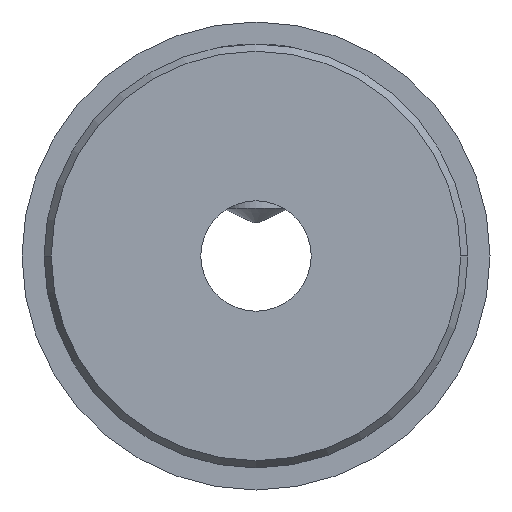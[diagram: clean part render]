
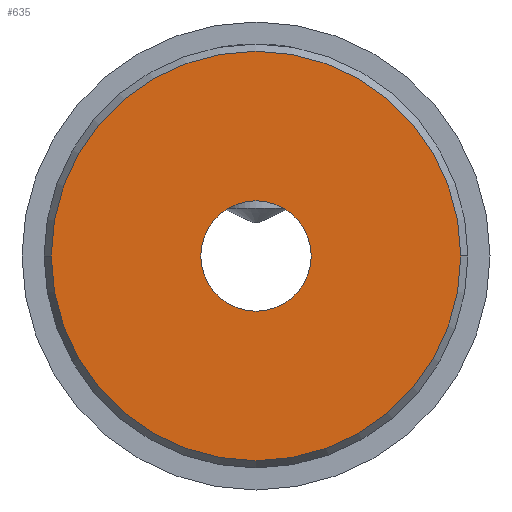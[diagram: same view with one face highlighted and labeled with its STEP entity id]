
A CAD part, front view. The second image highlights one B-rep face of the part: STEP entity #635.
In plain terms, the highlighted planar face has unit normal (0, -1, 0).
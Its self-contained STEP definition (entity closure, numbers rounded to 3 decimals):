
#64 = DIRECTION ( 'NONE',  ( -1., 0., 0. ) ) ;
#76 = AXIS2_PLACEMENT_3D ( 'NONE', #1039, #619, #64 ) ;
#81 = CARTESIAN_POINT ( 'NONE',  ( -18.55, 0., 0. ) ) ;
#87 = DIRECTION ( 'NONE',  ( 0., -1., 0. ) ) ;
#91 = FACE_BOUND ( 'NONE', #424, .T. ) ;
#120 = AXIS2_PLACEMENT_3D ( 'NONE', #682, #910, #125 ) ;
#125 = DIRECTION ( 'NONE',  ( -1., 0., 0. ) ) ;
#171 = DIRECTION ( 'NONE',  ( 0., 1., 0. ) ) ;
#185 = CIRCLE ( 'NONE', #120, 18.55 ) ;
#202 = ORIENTED_EDGE ( 'NONE', *, *, #760, .F. ) ;
#232 = CIRCLE ( 'NONE', #821, 5. ) ;
#239 = FACE_OUTER_BOUND ( 'NONE', #702, .T. ) ;
#242 = CARTESIAN_POINT ( 'NONE',  ( -5., 0., 0. ) ) ;
#275 = AXIS2_PLACEMENT_3D ( 'NONE', #81, #87, #810 ) ;
#290 = ORIENTED_EDGE ( 'NONE', *, *, #809, .T. ) ;
#309 = AXIS2_PLACEMENT_3D ( 'NONE', #662, #171, #904 ) ;
#334 = ORIENTED_EDGE ( 'NONE', *, *, #552, .T. ) ;
#341 = VERTEX_POINT ( 'NONE', #347 ) ;
#347 = CARTESIAN_POINT ( 'NONE',  ( 5., 0., 0. ) ) ;
#371 = VERTEX_POINT ( 'NONE', #574 ) ;
#380 = EDGE_CURVE ( 'NONE', #516, #371, #763, .T. ) ;
#424 = EDGE_LOOP ( 'NONE', ( #290, #334 ) ) ;
#439 = DIRECTION ( 'NONE',  ( -1., 0., 0. ) ) ;
#460 = CARTESIAN_POINT ( 'NONE',  ( -18.55, 0., 0. ) ) ;
#471 = CIRCLE ( 'NONE', #76, 5. ) ;
#516 = VERTEX_POINT ( 'NONE', #460 ) ;
#552 = EDGE_CURVE ( 'NONE', #341, #680, #471, .T. ) ;
#562 = PLANE ( 'NONE',  #275 ) ;
#574 = CARTESIAN_POINT ( 'NONE',  ( 18.55, 0., 0. ) ) ;
#619 = DIRECTION ( 'NONE',  ( 0., 1., 0. ) ) ;
#635 = ADVANCED_FACE ( 'NONE', ( #91, #239 ), #562, .T. ) ;
#662 = CARTESIAN_POINT ( 'NONE',  ( 0., 0., 0. ) ) ;
#669 = DIRECTION ( 'NONE',  ( 0., 1., 0. ) ) ;
#680 = VERTEX_POINT ( 'NONE', #242 ) ;
#682 = CARTESIAN_POINT ( 'NONE',  ( 0., 0., 0. ) ) ;
#702 = EDGE_LOOP ( 'NONE', ( #801, #202 ) ) ;
#760 = EDGE_CURVE ( 'NONE', #371, #516, #185, .T. ) ;
#763 = CIRCLE ( 'NONE', #309, 18.55 ) ;
#801 = ORIENTED_EDGE ( 'NONE', *, *, #380, .F. ) ;
#809 = EDGE_CURVE ( 'NONE', #680, #341, #232, .T. ) ;
#810 = DIRECTION ( 'NONE',  ( 1., 0., 0. ) ) ;
#821 = AXIS2_PLACEMENT_3D ( 'NONE', #845, #669, #439 ) ;
#845 = CARTESIAN_POINT ( 'NONE',  ( 0., 0., 0. ) ) ;
#904 = DIRECTION ( 'NONE',  ( -1., 0., 0. ) ) ;
#910 = DIRECTION ( 'NONE',  ( 0., 1., 0. ) ) ;
#1039 = CARTESIAN_POINT ( 'NONE',  ( 0., 0., 0. ) ) ;
